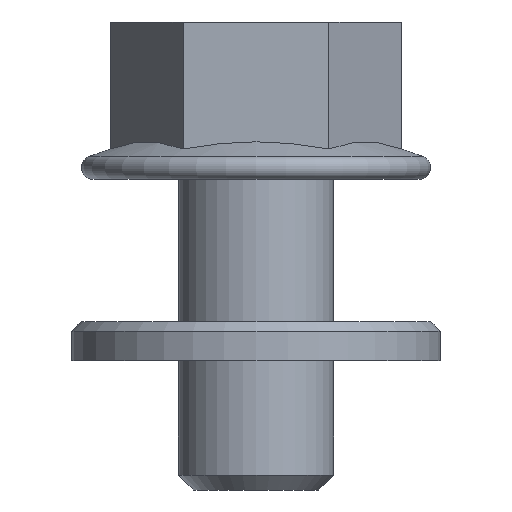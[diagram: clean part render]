
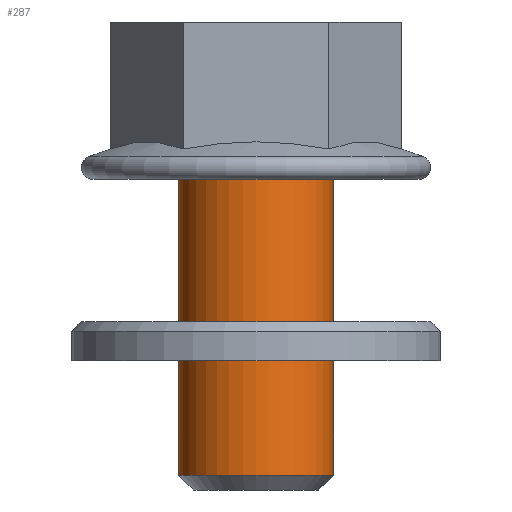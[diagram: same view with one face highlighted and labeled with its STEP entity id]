
A CAD part, left-side view. The second image highlights one B-rep face of the part: STEP entity #287.
In plain terms, the highlighted cylindrical face has radius 4 mm (diameter 8 mm), a full revolution.
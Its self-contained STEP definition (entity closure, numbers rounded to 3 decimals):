
#78=CYLINDRICAL_SURFACE('',#336,4.);
#110=ORIENTED_EDGE('',*,*,#166,.F.);
#111=ORIENTED_EDGE('',*,*,#165,.T.);
#165=EDGE_CURVE('',#194,#194,#211,.T.);
#166=EDGE_CURVE('',#195,#195,#212,.T.);
#194=VERTEX_POINT('',#503);
#195=VERTEX_POINT('',#506);
#211=CIRCLE('',#335,4.);
#212=CIRCLE('',#337,4.);
#226=EDGE_LOOP('',(#110));
#227=EDGE_LOOP('',(#111));
#256=FACE_BOUND('',#226,.T.);
#257=FACE_BOUND('',#227,.T.);
#287=ADVANCED_FACE('',(#256,#257),#78,.T.);
#335=AXIS2_PLACEMENT_3D('',#502,#380,#381);
#336=AXIS2_PLACEMENT_3D('',#504,#382,#383);
#337=AXIS2_PLACEMENT_3D('',#505,#384,#385);
#380=DIRECTION('',(0.,0.,-1.));
#381=DIRECTION('',(-1.,0.,0.));
#382=DIRECTION('',(0.,0.,-1.));
#383=DIRECTION('',(-1.,0.,0.));
#384=DIRECTION('',(0.,0.,-1.));
#385=DIRECTION('',(-1.,0.,0.));
#502=CARTESIAN_POINT('',(0.,0.,0.));
#503=CARTESIAN_POINT('',(-4.,0.,0.));
#504=CARTESIAN_POINT('',(0.,0.,-16.));
#505=CARTESIAN_POINT('',(0.,0.,-15.233));
#506=CARTESIAN_POINT('',(-4.,0.,-15.233));
